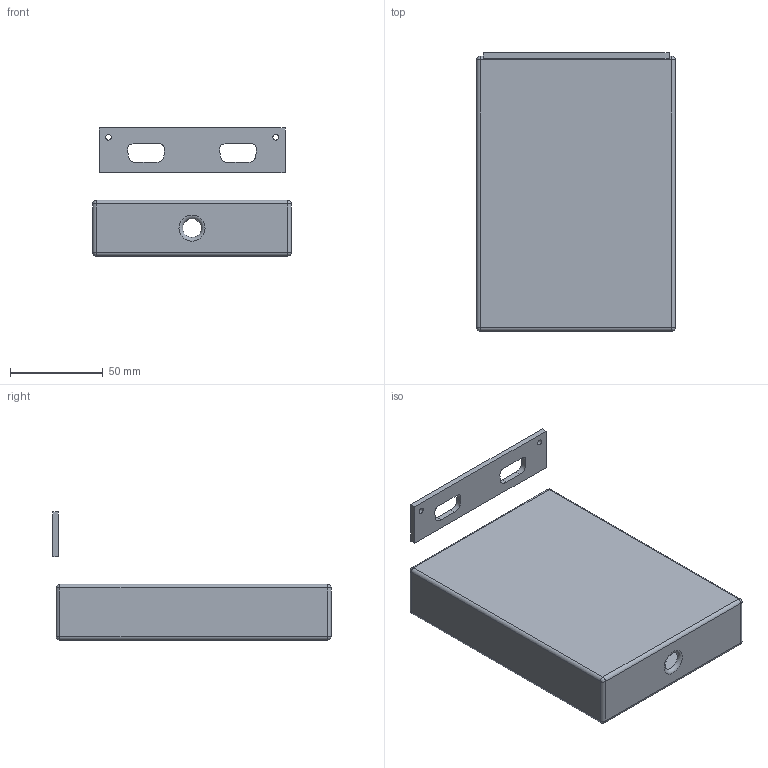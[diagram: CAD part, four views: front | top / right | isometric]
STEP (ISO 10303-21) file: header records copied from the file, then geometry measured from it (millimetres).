
FILE_DESCRIPTION(/* description */ (''),/* implementation_level */ '2;1');
FILE_NAME(/* name */ 'Base.step',/* time_stamp */ '2025-09-17T20:14:04+01:00',/* author */ (''),/* organization */ (''),/* preprocessor_version */ 'ST-DEVELOPER v20.1',/* originating_system */ 'Autodesk Translation Framework v14.17.0.0',/* authorisation */ '');
FILE_SCHEMA (('AUTOMOTIVE_DESIGN { 1 0 10303 214 3 1 1 }'));
Length unit declared in the file: millimetre
Products named in the file (3): 2025-06-21-16-49-01-862; 2025-06-21-16-49-01-863; 2025-06-21-16-49-01-864
Assembly tree (2 placements, depth 2):
  2025-06-21-16-49-01-862
    2025-06-21-16-49-01-863
    2025-06-21-16-49-01-864
Bounding box: 107 x 149.8 x 68.9 mm (x, y, z)
Volume: 157766.9 mm3; surface area: 89497 mm2
Topology: 2 solids, 2 shells, 84 faces, 195 edges, 122 vertices
Faces by surface type: plane 48, cylinder 16, sphere 8, cone 6, bspline 5, torus 1
Full cylindrical faces by diameter (mm): 3 x2, 4.9 x2
Entity records: 2818 total; most frequent: CARTESIAN_POINT 815, DIRECTION 400, ORIENTED_EDGE 390, EDGE_CURVE 195, LINE 138, VECTOR 138, AXIS2_PLACEMENT_3D 131, VERTEX_POINT 122
